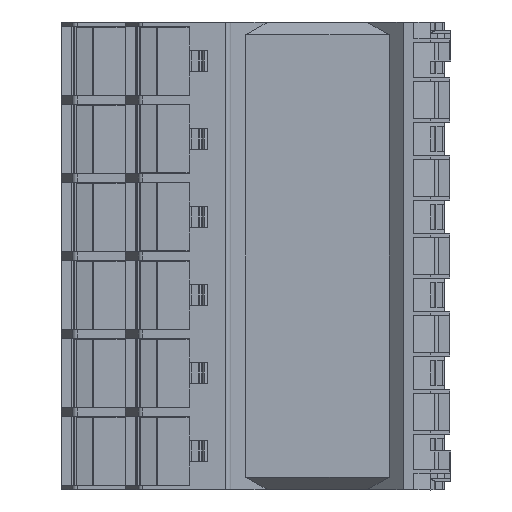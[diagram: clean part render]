
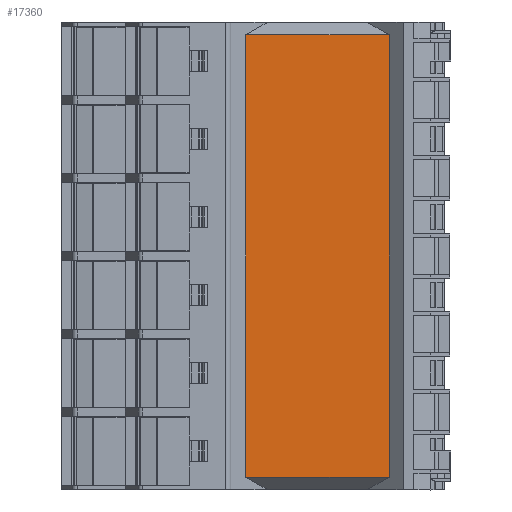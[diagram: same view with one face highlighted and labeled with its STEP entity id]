
A CAD part, left-side view. The second image highlights one B-rep face of the part: STEP entity #17360.
In plain terms, the highlighted planar face has unit normal (-1, 0, 0).
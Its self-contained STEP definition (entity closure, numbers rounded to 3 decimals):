
#331=DIRECTION('',(0.,0.,1.));
#332=VECTOR('',#331,128.094);
#333=CARTESIAN_POINT('',(-42.55,61.1,-86.647));
#334=LINE('',#333,#332);
#335=DIRECTION('',(0.,-1.,0.));
#336=VECTOR('',#335,41.6);
#337=CARTESIAN_POINT('',(-42.55,61.1,41.447));
#338=LINE('',#337,#336);
#339=DIRECTION('',(0.,0.,-1.));
#340=VECTOR('',#339,128.094);
#341=CARTESIAN_POINT('',(-42.55,19.5,41.447));
#342=LINE('',#341,#340);
#11319=DIRECTION('',(0.,-1.,0.));
#11320=VECTOR('',#11319,41.6);
#11321=CARTESIAN_POINT('',(-42.55,61.1,
-86.647));
#11322=LINE('',#11321,#11320);
#14072=CARTESIAN_POINT('',(-42.55,61.1,
-86.647));
#14074=VERTEX_POINT('',#14072);
#14077=CARTESIAN_POINT('',(-42.55,19.5,
-86.647));
#14079=VERTEX_POINT('',#14077);
#16726=CARTESIAN_POINT('',(-42.55,19.5,
41.447));
#16727=VERTEX_POINT('',#16726);
#16728=CARTESIAN_POINT('',(-42.55,61.1,
41.447));
#16729=VERTEX_POINT('',#16728);
#17346=CARTESIAN_POINT('',(-42.55,34.2,-18.847));
#17347=DIRECTION('',(-1.,0.,0.));
#17348=DIRECTION('',(0.,0.,-1.));
#17349=AXIS2_PLACEMENT_3D('',#17346,#17347,#17348);
#17350=PLANE('',#17349);
#17352=ORIENTED_EDGE('',*,*,#17351,.T.);
#17354=ORIENTED_EDGE('',*,*,#17353,.T.);
#17355=ORIENTED_EDGE('',*,*,#17325,.T.);
#17357=ORIENTED_EDGE('',*,*,#17356,.F.);
#17358=EDGE_LOOP('',(#17352,#17354,#17355,#17357));
#17359=FACE_OUTER_BOUND('',#17358,.F.);
#17360=ADVANCED_FACE('',(#17359),#17350,.T.);
#17325=EDGE_CURVE('',#16727,#14079,#342,.T.);
#17351=EDGE_CURVE('',#14074,#16729,#334,.T.);
#17353=EDGE_CURVE('',#16729,#16727,#338,.T.);
#17356=EDGE_CURVE('',#14074,#14079,#11322,.T.);
